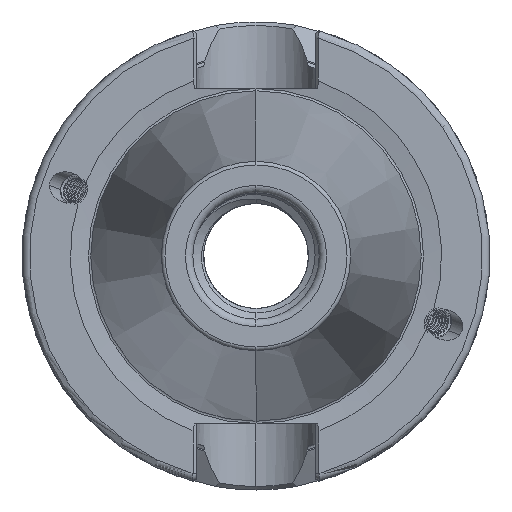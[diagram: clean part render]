
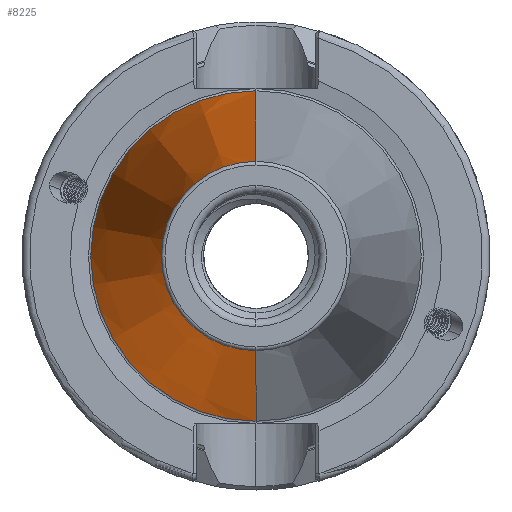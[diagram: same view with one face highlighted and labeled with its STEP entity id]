
A CAD part, left-side view. The second image highlights one B-rep face of the part: STEP entity #8225.
In plain terms, the highlighted conical face has half-angle 8.297 degrees and reference radius 22.24 mm.
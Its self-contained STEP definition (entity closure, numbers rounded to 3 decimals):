
#1027 = AXIS2_PLACEMENT_3D ( 'NONE', #8659, #8660, #8634 ) ;
#1841 = ORIENTED_EDGE ( 'NONE', *, *, #3233, .F. ) ;
#1887 = ORIENTED_EDGE ( 'NONE', *, *, #3211, .F. ) ;
#1984 = ORIENTED_EDGE ( 'NONE', *, *, #3268, .T. ) ;
#2043 = ORIENTED_EDGE ( 'NONE', *, *, #3309, .T. ) ;
#3211 = EDGE_CURVE ( 'NONE', #7293, #7294, #4402, .T. ) ;
#3233 = EDGE_CURVE ( 'NONE', #7306, #7293, #4426, .T. ) ;
#3268 = EDGE_CURVE ( 'NONE', #7306, #7277, #4496, .T. ) ;
#3309 = EDGE_CURVE ( 'NONE', #7277, #7294, #4491, .T. ) ;
#3482 = AXIS2_PLACEMENT_3D ( 'NONE', #5898, #5895, #5889 ) ;
#3497 = AXIS2_PLACEMENT_3D ( 'NONE', #5575, #5579, #5588 ) ;
#4111 = FACE_OUTER_BOUND ( 'NONE', #20138, .T. ) ;
#4124 = CONICAL_SURFACE ( 'NONE', #1027, 22.24, 0.145 ) ;
#4399 = VECTOR ( 'NONE', #5766, 1000. ) ;
#4402 = CIRCLE ( 'NONE', #3497, 22.24 ) ;
#4426 = LINE ( 'NONE', #5763, #4399 ) ;
#4491 = LINE ( 'NONE', #18656, #4494 ) ;
#4494 = VECTOR ( 'NONE', #18706, 1000. ) ;
#4496 = CIRCLE ( 'NONE', #3482, 12.75 ) ;
#5575 = CARTESIAN_POINT ( 'NONE',  ( -0.9, 0., 0. ) ) ;
#5579 = DIRECTION ( 'NONE',  ( 1., 0., 0. ) ) ;
#5588 = DIRECTION ( 'NONE',  ( 0., 0., -1. ) ) ;
#5763 = CARTESIAN_POINT ( 'NONE',  ( -0.9, 0., -22.24 ) ) ;
#5766 = DIRECTION ( 'NONE',  ( 0.99, 0., -0.144 ) ) ;
#5889 = DIRECTION ( 'NONE',  ( 0., 0., -1. ) ) ;
#5895 = DIRECTION ( 'NONE',  ( 1., 0., 0. ) ) ;
#5898 = CARTESIAN_POINT ( 'NONE',  ( -65.972, 0., 0. ) ) ;
#7277 = VERTEX_POINT ( 'NONE', #15274 ) ;
#7293 = VERTEX_POINT ( 'NONE', #15284 ) ;
#7294 = VERTEX_POINT ( 'NONE', #15321 ) ;
#7306 = VERTEX_POINT ( 'NONE', #15280 ) ;
#8225 = ADVANCED_FACE ( 'NONE', ( #4111 ), #4124, .T. ) ;
#8634 = DIRECTION ( 'NONE',  ( 0., 0., -1. ) ) ;
#8659 = CARTESIAN_POINT ( 'NONE',  ( -0.9, 0., 0. ) ) ;
#8660 = DIRECTION ( 'NONE',  ( 1., 0., 0. ) ) ;
#15274 = CARTESIAN_POINT ( 'NONE',  ( -65.972, 0., 12.75 ) ) ;
#15280 = CARTESIAN_POINT ( 'NONE',  ( -65.972, 0., -12.75 ) ) ;
#15284 = CARTESIAN_POINT ( 'NONE',  ( -0.9, 0., -22.24 ) ) ;
#15321 = CARTESIAN_POINT ( 'NONE',  ( -0.9, 0., 22.24 ) ) ;
#18656 = CARTESIAN_POINT ( 'NONE',  ( -0.9, 0., 22.24 ) ) ;
#18706 = DIRECTION ( 'NONE',  ( 0.99, 0., 0.144 ) ) ;
#20138 = EDGE_LOOP ( 'NONE', ( #1984, #2043, #1887, #1841 ) ) ;
